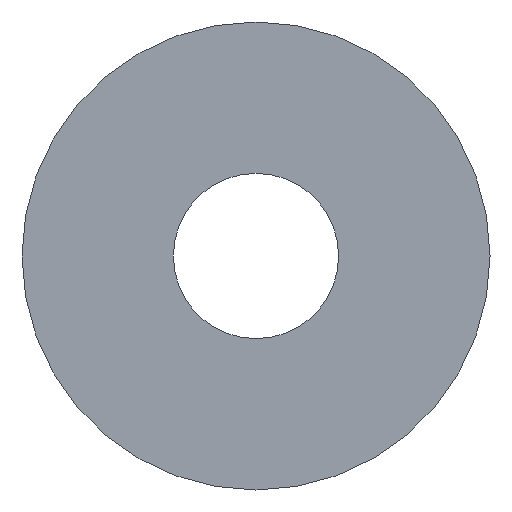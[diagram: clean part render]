
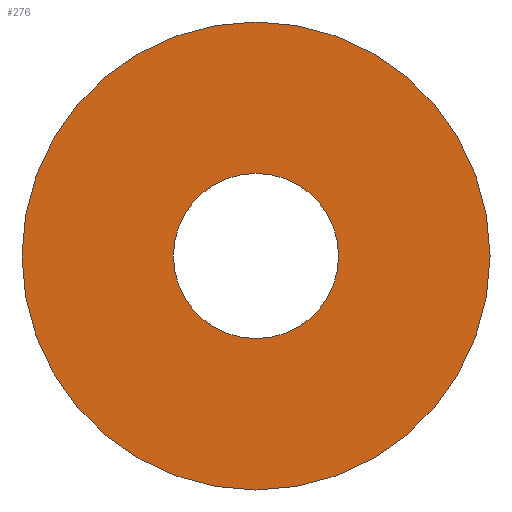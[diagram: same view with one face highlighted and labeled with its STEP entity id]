
A CAD part, left-side view. The second image highlights one B-rep face of the part: STEP entity #276.
In plain terms, the highlighted planar face has unit normal (-1, 0, 0).
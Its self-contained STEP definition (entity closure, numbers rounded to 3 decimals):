
#16 = CIRCLE ( 'NONE', #131, 3. ) ;
#26 = AXIS2_PLACEMENT_3D ( 'NONE', #365, #372, #126 ) ;
#27 = CIRCLE ( 'NONE', #538, 8.5 ) ;
#47 = DIRECTION ( 'NONE',  ( 0., 0., -1. ) ) ;
#66 = DIRECTION ( 'NONE',  ( -1., 0., 0. ) ) ;
#78 = AXIS2_PLACEMENT_3D ( 'NONE', #348, #265, #416 ) ;
#89 = CARTESIAN_POINT ( 'NONE',  ( 0., 3., 0. ) ) ;
#100 = FACE_OUTER_BOUND ( 'NONE', #181, .T. ) ;
#121 = ORIENTED_EDGE ( 'NONE', *, *, #225, .F. ) ;
#126 = DIRECTION ( 'NONE',  ( 0., 0., 1. ) ) ;
#131 = AXIS2_PLACEMENT_3D ( 'NONE', #264, #66, #455 ) ;
#136 = CARTESIAN_POINT ( 'NONE',  ( 0., 0., 3. ) ) ;
#168 = VERTEX_POINT ( 'NONE', #385 ) ;
#169 = DIRECTION ( 'NONE',  ( -1., 0., 0. ) ) ;
#181 = EDGE_LOOP ( 'NONE', ( #270, #344 ) ) ;
#197 = EDGE_CURVE ( 'NONE', #297, #168, #219, .T. ) ;
#219 = CIRCLE ( 'NONE', #26, 8.5 ) ;
#225 = EDGE_CURVE ( 'NONE', #309, #233, #277, .T. ) ;
#233 = VERTEX_POINT ( 'NONE', #463 ) ;
#235 = EDGE_CURVE ( 'NONE', #168, #297, #27, .T. ) ;
#240 = CARTESIAN_POINT ( 'NONE',  ( 0., 0., 0. ) ) ;
#259 = PLANE ( 'NONE',  #450 ) ;
#264 = CARTESIAN_POINT ( 'NONE',  ( 0., 0., 0. ) ) ;
#265 = DIRECTION ( 'NONE',  ( -1., 0., 0. ) ) ;
#268 = DIRECTION ( 'NONE',  ( 1., 0., 0. ) ) ;
#270 = ORIENTED_EDGE ( 'NONE', *, *, #235, .T. ) ;
#276 = ADVANCED_FACE ( 'NONE', ( #478, #100 ), #259, .F. ) ;
#277 = CIRCLE ( 'NONE', #78, 3. ) ;
#297 = VERTEX_POINT ( 'NONE', #475 ) ;
#307 = ORIENTED_EDGE ( 'NONE', *, *, #373, .F. ) ;
#309 = VERTEX_POINT ( 'NONE', #136 ) ;
#344 = ORIENTED_EDGE ( 'NONE', *, *, #197, .T. ) ;
#348 = CARTESIAN_POINT ( 'NONE',  ( 0., 0., 0. ) ) ;
#365 = CARTESIAN_POINT ( 'NONE',  ( 0., 0., 0. ) ) ;
#372 = DIRECTION ( 'NONE',  ( -1., 0., 0. ) ) ;
#373 = EDGE_CURVE ( 'NONE', #233, #309, #16, .T. ) ;
#385 = CARTESIAN_POINT ( 'NONE',  ( 0., 0., 8.5 ) ) ;
#395 = DIRECTION ( 'NONE',  ( 0., 0., 1. ) ) ;
#416 = DIRECTION ( 'NONE',  ( 0., 0., 1. ) ) ;
#450 = AXIS2_PLACEMENT_3D ( 'NONE', #89, #268, #47 ) ;
#455 = DIRECTION ( 'NONE',  ( 0., 0., 1. ) ) ;
#456 = EDGE_LOOP ( 'NONE', ( #121, #307 ) ) ;
#463 = CARTESIAN_POINT ( 'NONE',  ( 0., 0., -3. ) ) ;
#475 = CARTESIAN_POINT ( 'NONE',  ( 0., 0., -8.5 ) ) ;
#478 = FACE_BOUND ( 'NONE', #456, .T. ) ;
#538 = AXIS2_PLACEMENT_3D ( 'NONE', #240, #169, #395 ) ;
